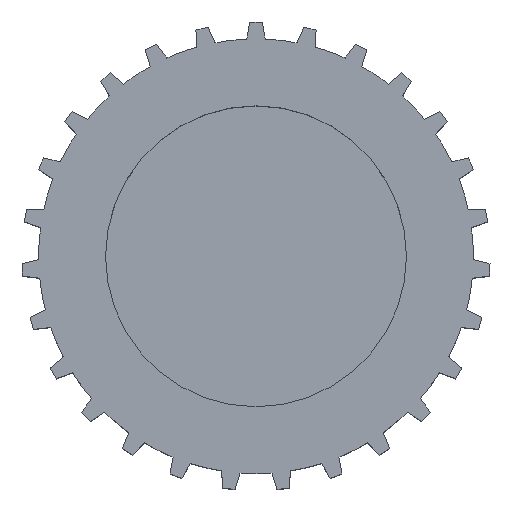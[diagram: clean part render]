
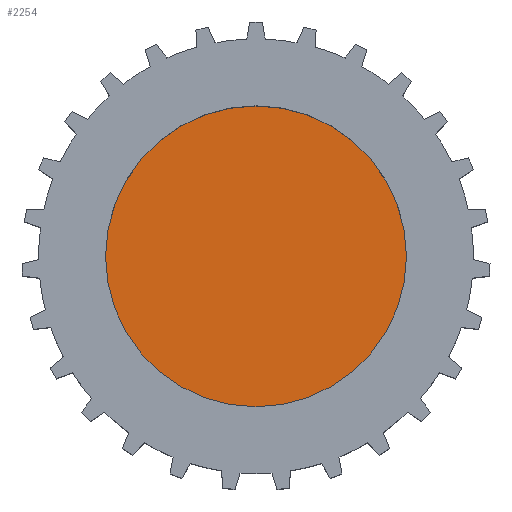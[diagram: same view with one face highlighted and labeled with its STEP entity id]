
A CAD part, top view. The second image highlights one B-rep face of the part: STEP entity #2254.
In plain terms, the highlighted planar face has unit normal (0, 0, 1).
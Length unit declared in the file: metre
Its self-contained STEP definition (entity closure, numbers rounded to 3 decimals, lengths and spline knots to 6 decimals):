
#67=CIRCLE('',#2435,0.009);
#745=ORIENTED_EDGE('',*,*,#1073,.T.);
#1073=EDGE_CURVE('',#1291,#1291,#67,.T.);
#1291=VERTEX_POINT('',#3700);
#1943=EDGE_LOOP('',(#745));
#2057=FACE_BOUND('',#1943,.T.);
#2143=PLANE('',#2434);
#2254=ADVANCED_FACE('',(#2057),#2143,.T.);
#2434=AXIS2_PLACEMENT_3D('',#3698,#3039,#3040);
#2435=AXIS2_PLACEMENT_3D('',#3699,#3041,#3042);
#3039=DIRECTION('',(0.,0.,1.));
#3040=DIRECTION('',(1.,0.,0.));
#3041=DIRECTION('',(0.,0.,1.));
#3042=DIRECTION('',(1.,0.,0.));
#3698=CARTESIAN_POINT('',(0.,0.000026,0.004));
#3699=CARTESIAN_POINT('',(0.,0.,0.004));
#3700=CARTESIAN_POINT('',(0.009,0.,0.004));
